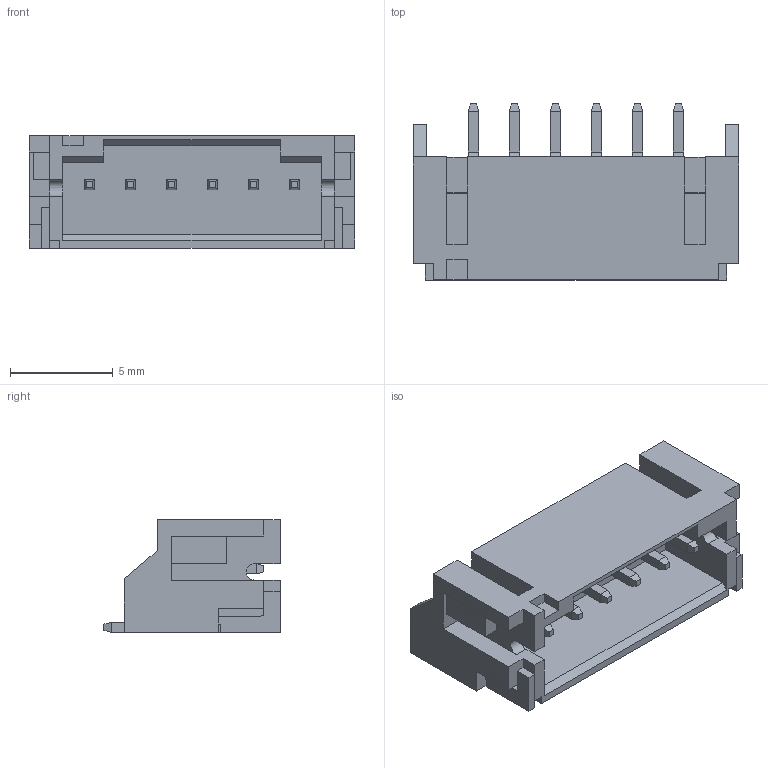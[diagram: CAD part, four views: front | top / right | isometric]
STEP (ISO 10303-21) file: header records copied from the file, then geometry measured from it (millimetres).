
FILE_DESCRIPTION(('STEP AP214'), '1');
FILE_NAME('SxB-PH-SM4-TB', '', ('UNSPECIFIED'), ('UNSPECIFIED'), 'ASCON STEP Converter 1.6', 'ASCON Math Kernel', '');
FILE_SCHEMA(('AUTOMOTIVE_DESIGN { 1 0 10303 214 3 1 1}'));
Length unit declared in the file: millimetre
Bounding box: 15.9 x 8.6 x 5.5 mm (x, y, z)
Volume: 280.4 mm3; surface area: 773.8 mm2
Topology: 3 solids, 3 shells, 274 faces, 718 edges, 458 vertices
Faces by surface type: plane 248, cylinder 26
Entity records: 10482 total; most frequent: CARTESIAN_POINT 1451, ORIENTED_EDGE 1436, DIRECTION 1332, EDGE_CURVE 718, LINE 654, VECTOR 654, VERTEX_POINT 458, AXIS2_PLACEMENT_3D 339
